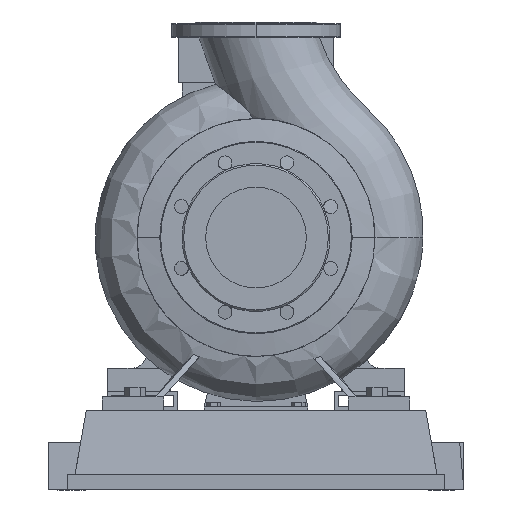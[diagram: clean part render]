
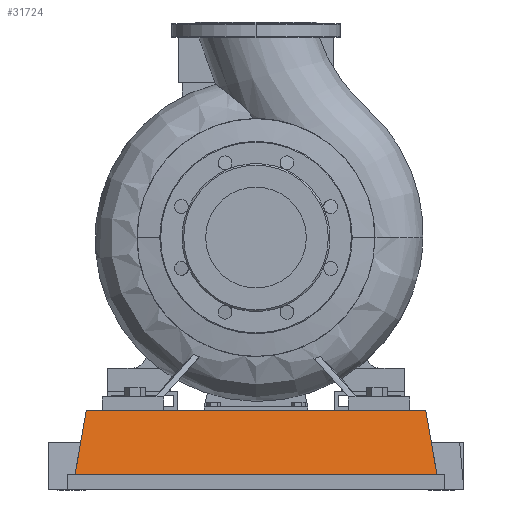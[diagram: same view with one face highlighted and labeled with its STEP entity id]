
A CAD part, left-side view. The second image highlights one B-rep face of the part: STEP entity #31724.
In plain terms, the highlighted planar face has unit normal (-0.985, 0, 0.174).
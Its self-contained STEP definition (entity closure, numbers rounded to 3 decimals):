
#29609=CARTESIAN_POINT('',(-100.,-235.,20.6));
#29610=VERTEX_POINT('',#29609);
#29617=CARTESIAN_POINT('',(-100.,235.0,20.6));
#29618=VERTEX_POINT('',#29617);
#29619=CARTESIAN_POINT('',(-100.,-235.,20.6));
#29620=DIRECTION('',(0.0,1.0,0.0));
#29621=VECTOR('',#29620,470.0);
#29622=LINE('',#29619,#29621);
#29623=EDGE_CURVE('',#29610,#29618,#29622,.T.);
#31458=CARTESIAN_POINT('',(-85.471,-220.471,103.0));
#31459=VERTEX_POINT('',#31458);
#31466=CARTESIAN_POINT('',(-100.,-235.,20.6));
#31467=DIRECTION('',(0.171,0.171,0.97));
#31468=VECTOR('',#31467,84.923);
#31469=LINE('',#31466,#31468);
#31470=EDGE_CURVE('',#29610,#31459,#31469,.T.);
#31701=CARTESIAN_POINT('',(-100.,-235.,20.6));
#31702=DIRECTION('',(-0.985,0.,0.174));
#31703=DIRECTION('',(0.0,-1.0,0.0));
#31704=AXIS2_PLACEMENT_3D('',#31701,#31702,#31703);
#31705=PLANE('',#31704);
#31706=CARTESIAN_POINT('',(-85.471,220.471,103.0));
#31707=VERTEX_POINT('',#31706);
#31708=CARTESIAN_POINT('',(-85.471,-220.471,103.0));
#31709=DIRECTION('',(0.0,1.0,0.0));
#31710=VECTOR('',#31709,440.941);
#31711=LINE('',#31708,#31710);
#31712=EDGE_CURVE('',#31459,#31707,#31711,.T.);
#31713=ORIENTED_EDGE('',*,*,#31712,.T.);
#31714=CARTESIAN_POINT('',(-100.,235.0,20.6));
#31715=DIRECTION('',(0.171,-0.171,0.97));
#31716=VECTOR('',#31715,84.923);
#31717=LINE('',#31714,#31716);
#31718=EDGE_CURVE('',#29618,#31707,#31717,.T.);
#31719=ORIENTED_EDGE('',*,*,#31718,.F.);
#31720=ORIENTED_EDGE('',*,*,#29623,.F.);
#31721=ORIENTED_EDGE('',*,*,#31470,.T.);
#31722=EDGE_LOOP('',(#31713,#31719,#31720,#31721));
#31723=FACE_OUTER_BOUND('',#31722,.T.);
#31724=ADVANCED_FACE('',(#31723),#31705,.T.);
